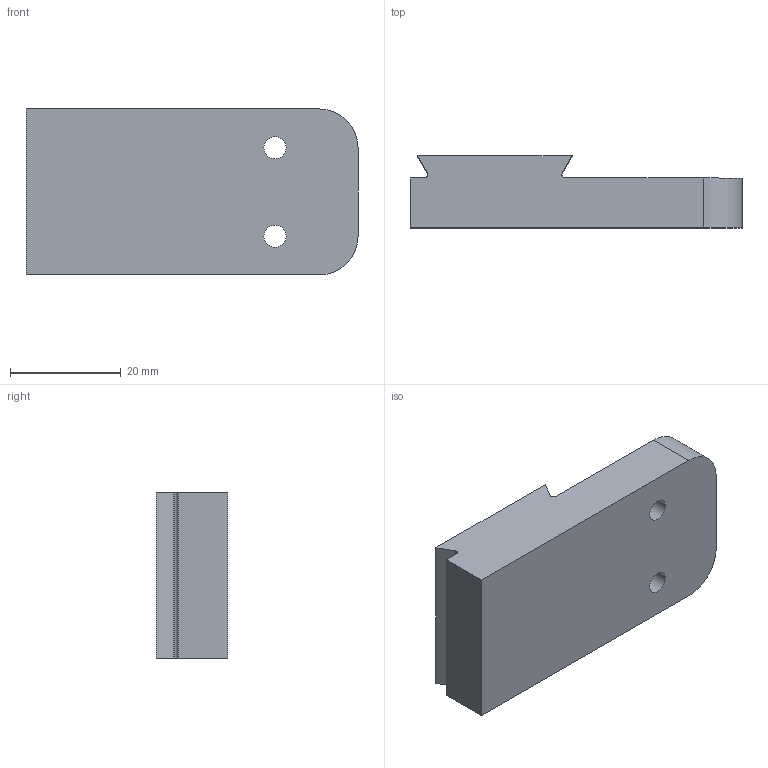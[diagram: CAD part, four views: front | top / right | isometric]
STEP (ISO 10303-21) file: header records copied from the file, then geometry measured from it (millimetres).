
FILE_DESCRIPTION (( 'STEP AP214' ), '1' );
FILE_NAME ('e_Filament_test_mount_2.STEP', '2025-09-15T20:24:15', ( '' ), ( '' ), 'SwSTEP 2.0', 'SolidWorks 2024', '' );
FILE_SCHEMA (( 'AUTOMOTIVE_DESIGN' ));
Length unit declared in the file: millimetre
Products named in the file (1): e_Filament_test_mount_2
Bounding box: 60 x 12.99 x 30 mm (x, y, z)
Volume: 18803.9 mm3; surface area: 5852 mm2
Topology: 1 solids, 1 shells, 23 faces, 63 edges, 42 vertices
Faces by surface type: plane 10, cylinder 9, cone 4
Entity records: 774 total; most frequent: DIRECTION 137, CARTESIAN_POINT 129, ORIENTED_EDGE 126, EDGE_CURVE 63, AXIS2_PLACEMENT_3D 50, VERTEX_POINT 42, VECTOR 37, LINE 37
